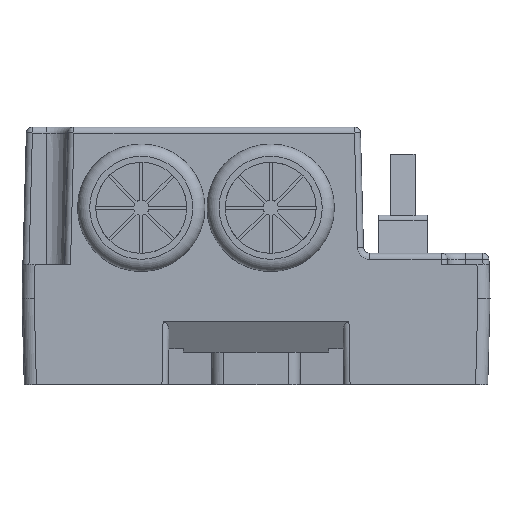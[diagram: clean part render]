
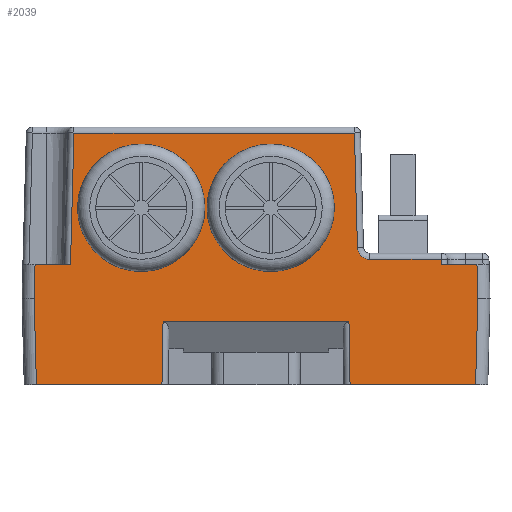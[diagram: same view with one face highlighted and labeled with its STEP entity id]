
A CAD part, front view. The second image highlights one B-rep face of the part: STEP entity #2039.
In plain terms, the highlighted planar face has unit normal (0, -1, 0.026).
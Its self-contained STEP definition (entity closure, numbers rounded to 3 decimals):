
#1943=ELLIPSE('',#13513,10.504,10.5);
#1944=ELLIPSE('',#13514,8.003,8.);
#1945=ELLIPSE('',#13515,2.001,2.);
#1946=ELLIPSE('',#13516,10.504,10.5);
#1947=ELLIPSE('',#13517,8.003,8.);
#2039=ADVANCED_FACE('',(#3513,#3514,#3515),#2714,.T.);
#2714=PLANE('',#13518);
#3513=FACE_BOUND('',#3621,.T.);
#3514=FACE_BOUND('',#3622,.T.);
#3515=FACE_BOUND('',#3623,.T.);
#3621=EDGE_LOOP('',(#4542,#4543,#4544,#4545));
#3622=EDGE_LOOP('',(#4546,#4547,#4548,#4549,#4550,#4551,#4552,#4553,#4554,
#4555,#4556,#4557,#4558,#4559,#4560,#4561,#4562));
#3623=EDGE_LOOP('',(#4563,#4564,#4565,#4566));
#4542=ORIENTED_EDGE('',*,*,#9160,.T.);
#4543=ORIENTED_EDGE('',*,*,#9161,.T.);
#4544=ORIENTED_EDGE('',*,*,#9162,.T.);
#4545=ORIENTED_EDGE('',*,*,#9163,.T.);
#4546=ORIENTED_EDGE('',*,*,#9164,.T.);
#4547=ORIENTED_EDGE('',*,*,#9165,.T.);
#4548=ORIENTED_EDGE('',*,*,#9166,.T.);
#4549=ORIENTED_EDGE('',*,*,#9167,.F.);
#4550=ORIENTED_EDGE('',*,*,#9168,.T.);
#4551=ORIENTED_EDGE('',*,*,#9169,.T.);
#4552=ORIENTED_EDGE('',*,*,#9170,.T.);
#4553=ORIENTED_EDGE('',*,*,#9171,.T.);
#4554=ORIENTED_EDGE('',*,*,#9172,.T.);
#4555=ORIENTED_EDGE('',*,*,#9173,.T.);
#4556=ORIENTED_EDGE('',*,*,#9099,.F.);
#4557=ORIENTED_EDGE('',*,*,#9174,.T.);
#4558=ORIENTED_EDGE('',*,*,#9175,.T.);
#4559=ORIENTED_EDGE('',*,*,#9176,.T.);
#4560=ORIENTED_EDGE('',*,*,#9177,.T.);
#4561=ORIENTED_EDGE('',*,*,#9178,.T.);
#4562=ORIENTED_EDGE('',*,*,#9179,.T.);
#4563=ORIENTED_EDGE('',*,*,#9180,.T.);
#4564=ORIENTED_EDGE('',*,*,#9181,.T.);
#4565=ORIENTED_EDGE('',*,*,#9182,.T.);
#4566=ORIENTED_EDGE('',*,*,#9183,.T.);
#7963=VERTEX_POINT('',#18270);
#7964=VERTEX_POINT('',#18272);
#8024=VERTEX_POINT('',#18395);
#8025=VERTEX_POINT('',#18396);
#8026=VERTEX_POINT('',#18398);
#8027=VERTEX_POINT('',#18400);
#8028=VERTEX_POINT('',#18403);
#8029=VERTEX_POINT('',#18404);
#8030=VERTEX_POINT('',#18406);
#8031=VERTEX_POINT('',#18408);
#8032=VERTEX_POINT('',#18410);
#8033=VERTEX_POINT('',#18412);
#8034=VERTEX_POINT('',#18414);
#8035=VERTEX_POINT('',#18416);
#8036=VERTEX_POINT('',#18418);
#8037=VERTEX_POINT('',#18420);
#8038=VERTEX_POINT('',#18423);
#8039=VERTEX_POINT('',#18425);
#8040=VERTEX_POINT('',#18427);
#8041=VERTEX_POINT('',#18429);
#8042=VERTEX_POINT('',#18431);
#8043=VERTEX_POINT('',#18434);
#8044=VERTEX_POINT('',#18435);
#8045=VERTEX_POINT('',#18437);
#8046=VERTEX_POINT('',#18439);
#9099=EDGE_CURVE('',#7963,#7964,#10809,.T.);
#9160=EDGE_CURVE('',#8024,#8025,#10867,.T.);
#9161=EDGE_CURVE('',#8025,#8026,#1943,.T.);
#9162=EDGE_CURVE('',#8026,#8027,#10868,.T.);
#9163=EDGE_CURVE('',#8027,#8024,#1944,.T.);
#9164=EDGE_CURVE('',#8028,#8029,#10869,.T.);
#9165=EDGE_CURVE('',#8029,#8030,#10870,.T.);
#9166=EDGE_CURVE('',#8030,#8031,#10871,.T.);
#9167=EDGE_CURVE('',#8032,#8031,#10872,.T.);
#9168=EDGE_CURVE('',#8032,#8033,#10873,.T.);
#9169=EDGE_CURVE('',#8033,#8034,#10874,.T.);
#9170=EDGE_CURVE('',#8034,#8035,#1945,.T.);
#9171=EDGE_CURVE('',#8035,#8036,#10875,.T.);
#9172=EDGE_CURVE('',#8036,#8037,#10876,.T.);
#9173=EDGE_CURVE('',#8037,#7964,#10877,.T.);
#9174=EDGE_CURVE('',#7963,#8038,#10878,.T.);
#9175=EDGE_CURVE('',#8038,#8039,#10879,.T.);
#9176=EDGE_CURVE('',#8039,#8040,#10880,.T.);
#9177=EDGE_CURVE('',#8040,#8041,#10881,.T.);
#9178=EDGE_CURVE('',#8041,#8042,#10882,.T.);
#9179=EDGE_CURVE('',#8042,#8028,#10883,.T.);
#9180=EDGE_CURVE('',#8043,#8044,#10884,.T.);
#9181=EDGE_CURVE('',#8044,#8045,#1946,.T.);
#9182=EDGE_CURVE('',#8045,#8046,#10885,.T.);
#9183=EDGE_CURVE('',#8046,#8043,#1947,.T.);
#10809=LINE('',#18271,#12197);
#10867=LINE('',#18394,#12255);
#10868=LINE('',#18399,#12256);
#10869=LINE('',#18402,#12257);
#10870=LINE('',#18405,#12258);
#10871=LINE('',#18407,#12259);
#10872=LINE('',#18409,#12260);
#10873=LINE('',#18411,#12261);
#10874=LINE('',#18413,#12262);
#10875=LINE('',#18417,#12263);
#10876=LINE('',#18419,#12264);
#10877=LINE('',#18421,#12265);
#10878=LINE('',#18422,#12266);
#10879=LINE('',#18424,#12267);
#10880=LINE('',#18426,#12268);
#10881=LINE('',#18428,#12269);
#10882=LINE('',#18430,#12270);
#10883=LINE('',#18432,#12271);
#10884=LINE('',#18433,#12272);
#10885=LINE('',#18438,#12273);
#12197=VECTOR('',#14614,1.);
#12255=VECTOR('',#14682,1.);
#12256=VECTOR('',#14685,1.);
#12257=VECTOR('',#14688,1.);
#12258=VECTOR('',#14689,1.);
#12259=VECTOR('',#14690,1.);
#12260=VECTOR('',#14691,1.);
#12261=VECTOR('',#14692,1.);
#12262=VECTOR('',#14693,1.);
#12263=VECTOR('',#14696,1.);
#12264=VECTOR('',#14697,1.);
#12265=VECTOR('',#14698,1.);
#12266=VECTOR('',#14699,1.);
#12267=VECTOR('',#14700,1.);
#12268=VECTOR('',#14701,1.);
#12269=VECTOR('',#14702,1.);
#12270=VECTOR('',#14703,1.);
#12271=VECTOR('',#14704,1.);
#12272=VECTOR('',#14705,1.);
#12273=VECTOR('',#14708,1.);
#13513=AXIS2_PLACEMENT_3D('',#18397,#14683,#14684);
#13514=AXIS2_PLACEMENT_3D('',#18401,#14686,#14687);
#13515=AXIS2_PLACEMENT_3D('',#18415,#14694,#14695);
#13516=AXIS2_PLACEMENT_3D('',#18436,#14706,#14707);
#13517=AXIS2_PLACEMENT_3D('',#18440,#14709,#14710);
#13518=AXIS2_PLACEMENT_3D('',#18441,#14711,#14712);
#14614=DIRECTION('',(1.,0.,0.));
#14682=DIRECTION('',(1.,0.,0.));
#14683=DIRECTION('',(0.,1.,-0.026));
#14684=DIRECTION('',(0.,-0.026,-1.));
#14685=DIRECTION('',(1.,0.,0.));
#14686=DIRECTION('',(0.,1.,-0.026));
#14687=DIRECTION('',(0.,0.026,1.));
#14688=DIRECTION('',(1.,0.,0.));
#14689=DIRECTION('',(0.026,0.026,0.999));
#14690=DIRECTION('',(-0.026,0.026,0.999));
#14691=DIRECTION('',(1.,0.,0.));
#14692=DIRECTION('',(-0.035,0.026,0.999));
#14693=DIRECTION('',(-1.,0.,0.));
#14694=DIRECTION('',(0.,1.,-0.026));
#14695=DIRECTION('',(0.,0.026,1.));
#14696=DIRECTION('',(-0.026,0.026,0.999));
#14697=DIRECTION('',(-1.,0.,0.));
#14698=DIRECTION('',(-0.026,-0.026,-0.999));
#14699=DIRECTION('',(-0.026,-0.026,-0.999));
#14700=DIRECTION('',(0.026,-0.026,-0.999));
#14701=DIRECTION('',(1.,0.,0.));
#14702=DIRECTION('',(0.017,0.026,1.));
#14703=DIRECTION('',(1.,0.,0.));
#14704=DIRECTION('',(0.017,-0.026,-1.));
#14705=DIRECTION('',(1.,0.,0.));
#14706=DIRECTION('',(0.,1.,-0.026));
#14707=DIRECTION('',(0.,-0.026,-1.));
#14708=DIRECTION('',(1.,0.,0.));
#14709=DIRECTION('',(0.,1.,-0.026));
#14710=DIRECTION('',(0.,0.026,1.));
#14711=DIRECTION('',(0.,-1.,0.026));
#14712=DIRECTION('',(0.,0.026,1.));
#18270=CARTESIAN_POINT('',(-66.132,189.346,12.7));
#18271=CARTESIAN_POINT('',(-28.702,189.346,12.7));
#18272=CARTESIAN_POINT('',(-60.286,189.346,12.7));
#18394=CARTESIAN_POINT('',(-28.702,189.382,14.076));
#18395=CARTESIAN_POINT('',(-26.161,189.382,14.076));
#18396=CARTESIAN_POINT('',(-20.386,189.382,14.076));
#18397=CARTESIAN_POINT('',(-27.277,189.589,21.998));
#18398=CARTESIAN_POINT('',(-34.169,189.382,14.076));
#18399=CARTESIAN_POINT('',(-28.702,189.382,14.076));
#18400=CARTESIAN_POINT('',(-28.394,189.382,14.076));
#18401=CARTESIAN_POINT('',(-27.277,189.589,21.998));
#18402=CARTESIAN_POINT('',(-28.702,188.825,-7.2));
#18403=CARTESIAN_POINT('',(-14.197,188.825,-7.2));
#18404=CARTESIAN_POINT('',(6.502,188.825,-7.2));
#18405=CARTESIAN_POINT('',(6.875,189.197,7.026));
#18406=CARTESIAN_POINT('',(6.875,189.198,7.052));
#18407=CARTESIAN_POINT('',(6.884,189.189,6.731));
#18408=CARTESIAN_POINT('',(6.728,189.346,12.7));
#18409=CARTESIAN_POINT('',(4.886,189.346,12.7));
#18410=CARTESIAN_POINT('',(0.879,189.346,12.7));
#18411=CARTESIAN_POINT('',(1.084,189.192,6.839));
#18412=CARTESIAN_POINT('',(0.851,189.367,13.526));
#18413=CARTESIAN_POINT('',(-96.,189.367,13.526));
#18414=CARTESIAN_POINT('',(-10.981,189.367,13.526));
#18415=CARTESIAN_POINT('',(-10.981,189.42,15.526));
#18416=CARTESIAN_POINT('',(-12.98,189.418,15.474));
#18417=CARTESIAN_POINT('',(-12.969,189.407,15.051));
#18418=CARTESIAN_POINT('',(-13.474,189.912,34.329));
#18419=CARTESIAN_POINT('',(-92.6,189.912,34.329));
#18420=CARTESIAN_POINT('',(-59.72,189.912,34.329));
#18421=CARTESIAN_POINT('',(-60.445,189.187,6.631));
#18422=CARTESIAN_POINT('',(-66.287,189.191,6.784));
#18423=CARTESIAN_POINT('',(-66.28,189.198,7.052));
#18424=CARTESIAN_POINT('',(-65.908,188.826,-7.148));
#18425=CARTESIAN_POINT('',(-65.907,188.825,-7.2));
#18426=CARTESIAN_POINT('',(-28.702,188.825,-7.2));
#18427=CARTESIAN_POINT('',(-45.208,188.825,-7.2));
#18428=CARTESIAN_POINT('',(-45.206,188.827,-7.089));
#18429=CARTESIAN_POINT('',(-45.026,189.097,3.198));
#18430=CARTESIAN_POINT('',(-29.702,189.097,3.198));
#18431=CARTESIAN_POINT('',(-14.378,189.097,3.198));
#18432=CARTESIAN_POINT('',(-14.429,189.172,6.066));
#18433=CARTESIAN_POINT('',(-28.702,189.382,14.076));
#18434=CARTESIAN_POINT('',(-47.511,189.382,14.076));
#18435=CARTESIAN_POINT('',(-41.736,189.382,14.076));
#18436=CARTESIAN_POINT('',(-48.627,189.589,21.998));
#18437=CARTESIAN_POINT('',(-55.519,189.382,14.076));
#18438=CARTESIAN_POINT('',(-28.702,189.382,14.076));
#18439=CARTESIAN_POINT('',(-49.744,189.382,14.076));
#18440=CARTESIAN_POINT('',(-48.627,189.589,21.998));
#18441=CARTESIAN_POINT('',(-28.702,189.165,5.8));
